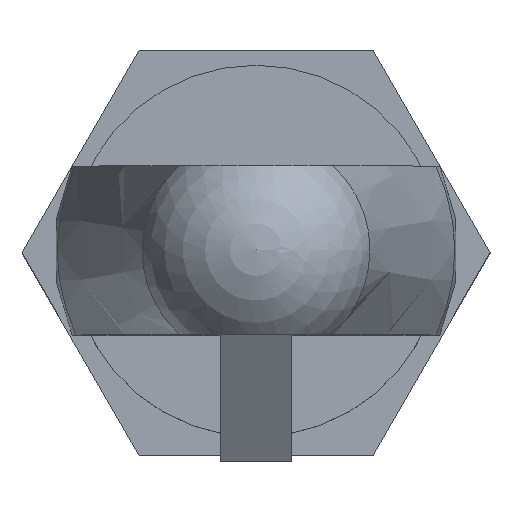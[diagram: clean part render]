
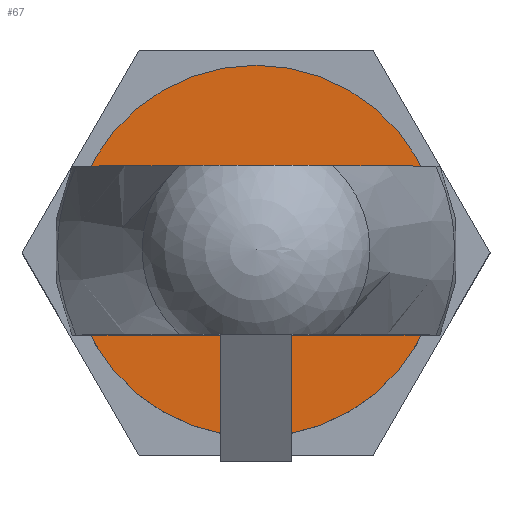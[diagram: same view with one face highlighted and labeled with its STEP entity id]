
A CAD part, top view. The second image highlights one B-rep face of the part: STEP entity #67.
In plain terms, the highlighted planar face has unit normal (0, 0, 1).
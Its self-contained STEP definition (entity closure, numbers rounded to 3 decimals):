
#67 = ADVANCED_FACE( '', ( #167, #168 ), #169, .F. );
#167 = FACE_OUTER_BOUND( '', #308, .T. );
#168 = FACE_BOUND( '', #309, .T. );
#169 = PLANE( '', #310 );
#308 = EDGE_LOOP( '', ( #492 ) );
#309 = EDGE_LOOP( '', ( #493, #494, #495, #496 ) );
#310 = AXIS2_PLACEMENT_3D( '', #497, #498, #499 );
#492 = ORIENTED_EDGE( '', *, *, #848, .F. );
#493 = ORIENTED_EDGE( '', *, *, #849, .F. );
#494 = ORIENTED_EDGE( '', *, *, #850, .T. );
#495 = ORIENTED_EDGE( '', *, *, #851, .F. );
#496 = ORIENTED_EDGE( '', *, *, #852, .T. );
#497 = CARTESIAN_POINT( '', ( 0., 0., 0. ) );
#498 = DIRECTION( '', ( 0., 0., -1. ) );
#499 = DIRECTION( '', ( -1., 0., 0. ) );
#848 = EDGE_CURVE( '', #994, #994, #995, .T. );
#849 = EDGE_CURVE( '', #996, #997, #998, .T. );
#850 = EDGE_CURVE( '', #996, #999, #1000, .T. );
#851 = EDGE_CURVE( '', #1001, #999, #1002, .T. );
#852 = EDGE_CURVE( '', #1001, #997, #1003, .T. );
#994 = VERTEX_POINT( '', #1208 );
#995 = CIRCLE( '', #1209, 2.2 );
#996 = VERTEX_POINT( '', #1210 );
#997 = VERTEX_POINT( '', #1211 );
#998 = LINE( '', #1212, #1213 );
#999 = VERTEX_POINT( '', #1214 );
#1000 = CIRCLE( '', #1215, 1.6 );
#1001 = VERTEX_POINT( '', #1216 );
#1002 = LINE( '', #1217, #1218 );
#1003 = CIRCLE( '', #1219, 1.6 );
#1208 = CARTESIAN_POINT( '', ( -2.2, 0., 0. ) );
#1209 = AXIS2_PLACEMENT_3D( '', #1529, #1530, #1531 );
#1210 = CARTESIAN_POINT( '', ( -1.249, -1., 0. ) );
#1211 = CARTESIAN_POINT( '', ( 1.249, -1., 0. ) );
#1212 = CARTESIAN_POINT( '', ( -1.6, -1., 0. ) );
#1213 = VECTOR( '', #1532, 1000. );
#1214 = CARTESIAN_POINT( '', ( -1.249, 1., 0. ) );
#1215 = AXIS2_PLACEMENT_3D( '', #1533, #1534, #1535 );
#1216 = CARTESIAN_POINT( '', ( 1.249, 1., 0. ) );
#1217 = CARTESIAN_POINT( '', ( -1.6, 1., 0. ) );
#1218 = VECTOR( '', #1536, 1000. );
#1219 = AXIS2_PLACEMENT_3D( '', #1537, #1538, #1539 );
#1529 = CARTESIAN_POINT( '', ( 0., 0., 0. ) );
#1530 = DIRECTION( '', ( 0., 0., -1. ) );
#1531 = DIRECTION( '', ( -1., 0., 0. ) );
#1532 = DIRECTION( '', ( 1., 0., 0. ) );
#1533 = CARTESIAN_POINT( '', ( 0., 0., 0. ) );
#1534 = DIRECTION( '', ( 0., 0., -1. ) );
#1535 = DIRECTION( '', ( -1., 0., 0. ) );
#1536 = DIRECTION( '', ( -1., 0., 0. ) );
#1537 = CARTESIAN_POINT( '', ( 0., 0., 0. ) );
#1538 = DIRECTION( '', ( 0., 0., -1. ) );
#1539 = DIRECTION( '', ( -1., 0., 0. ) );
